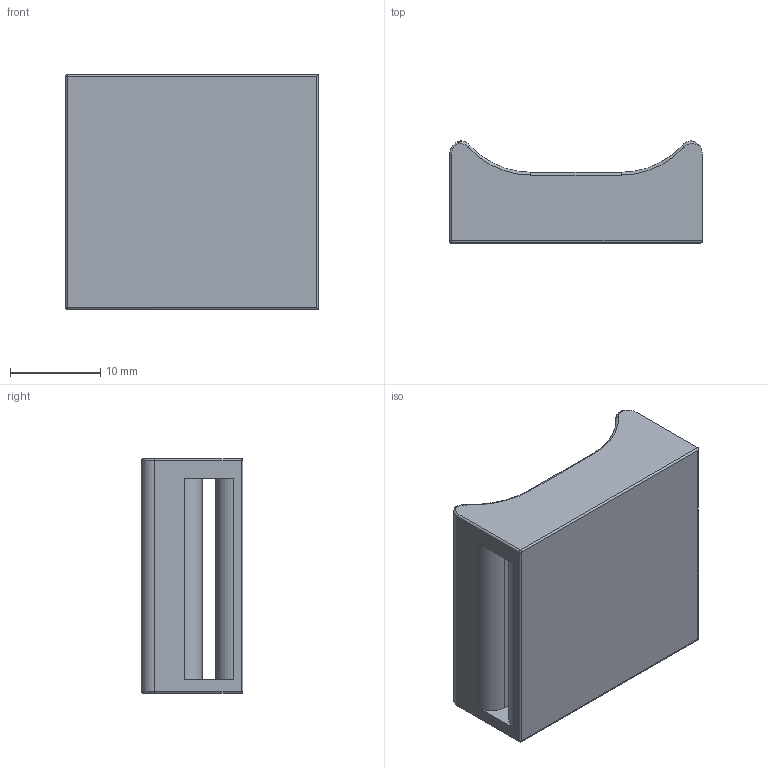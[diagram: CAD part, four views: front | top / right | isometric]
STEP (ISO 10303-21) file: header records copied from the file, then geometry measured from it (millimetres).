
FILE_DESCRIPTION (( 'STEP AP214' ), '1' );
FILE_NAME ('3011-364.STEP', '2018-12-04T07:28:54', ( 'Windows-Benutzer' ), ( '' ), 'SwSTEP 2.0', 'SolidWorks 2017', '' );
FILE_SCHEMA (( 'AUTOMOTIVE_DESIGN' ));
Length unit declared in the file: millimetre
Products named in the file (2): 3011-364
Bounding box: 28 x 11.29 x 26 mm (x, y, z)
Volume: 5055.1 mm3; surface area: 3707.5 mm2
Topology: 1 solids, 1 shells, 50 faces, 121 edges, 70 vertices
Faces by surface type: cylinder 21, plane 11, torus 10, bspline 4, cone 2, sphere 2
Entity records: 1591 total; most frequent: CARTESIAN_POINT 377, DIRECTION 259, ORIENTED_EDGE 234, EDGE_CURVE 117, AXIS2_PLACEMENT_3D 106, VERTEX_POINT 70, CIRCLE 58, EDGE_LOOP 55
